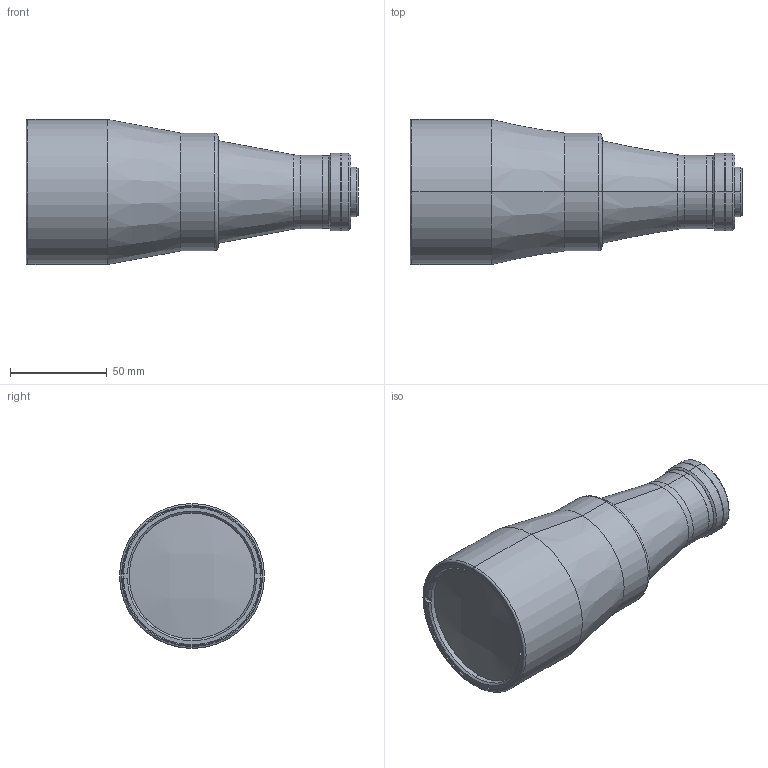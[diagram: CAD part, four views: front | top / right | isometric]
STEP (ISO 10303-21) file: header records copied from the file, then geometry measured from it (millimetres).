
FILE_DESCRIPTION (( 'STEP AP214' ), '1' );
FILE_NAME ('TC13048.STEP', '2012-04-27T11:50:33', ( '--' ), ( '' ), 'SwSTEP 2.0', 'SolidWorks 2012', '' );
FILE_SCHEMA (( 'AUTOMOTIVE_DESIGN' ));
Length unit declared in the file: millimetre
Products named in the file (1): TC13048
Bounding box: 171.64 x 75 x 75 mm (x, y, z)
Surface area: 49103.8 mm2 (no closed solid volume)
Topology: 0 solids, 12 shells, 79 faces, 209 edges, 146 vertices
Faces by surface type: cylinder 36, plane 22, cone 12, bspline 5, torus 4
Entity records: 3476 total; most frequent: CARTESIAN_POINT 528, DIRECTION 494, ORIENTED_EDGE 346, AXIS2_PLACEMENT_3D 216, EDGE_CURVE 209, VERTEX_POINT 146, CIRCLE 141, EDGE_LOOP 104
